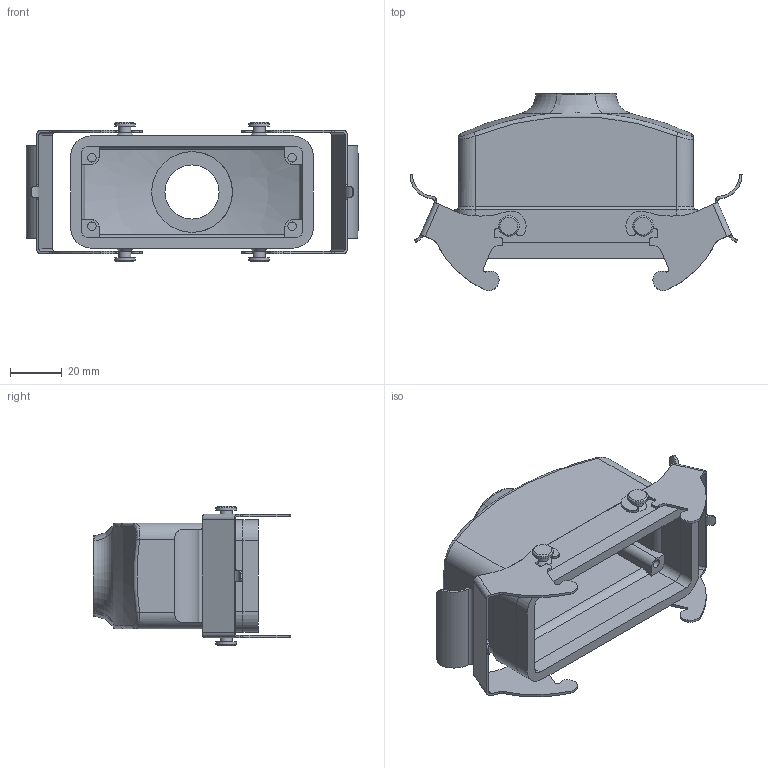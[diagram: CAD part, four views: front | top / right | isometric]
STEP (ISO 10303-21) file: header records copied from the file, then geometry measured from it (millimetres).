
FILE_DESCRIPTION (( 'STEP AP214' ), '1' );
FILE_NAME ('ZP-MC16B-2-DCP21M.STEP', '2012-05-22T19:42:16', ( '.adc' ), ( '' ), 'SwSTEP 2.0', 'SolidWorks 2011', '' );
FILE_SCHEMA (( 'AUTOMOTIVE_DESIGN' ));
Length unit declared in the file: millimetre
Products named in the file (1): ZP-MC16B-2-DCP21M
Bounding box: 128.64 x 76.51 x 54 mm (x, y, z)
Volume: 72840.4 mm3; surface area: 47711.5 mm2
Topology: 8 solids, 8 shells, 319 faces, 827 edges, 534 vertices
Faces by surface type: cylinder 152, plane 128, bspline 14, torus 14, cone 8, sphere 3
Full cylindrical faces by diameter (mm): 3.3 x4, 4.669 x4, 8 x4, 21 x1, 26 x1, 31.25 x2
Entity records: 12370 total; most frequent: CARTESIAN_POINT 3096, DIRECTION 1680, ORIENTED_EDGE 1598, EDGE_CURVE 799, AXIS2_PLACEMENT_3D 635, VERTEX_POINT 531, LINE 410, VECTOR 410
